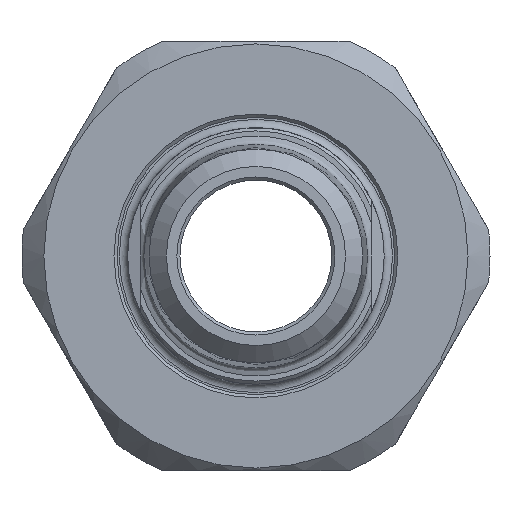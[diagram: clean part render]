
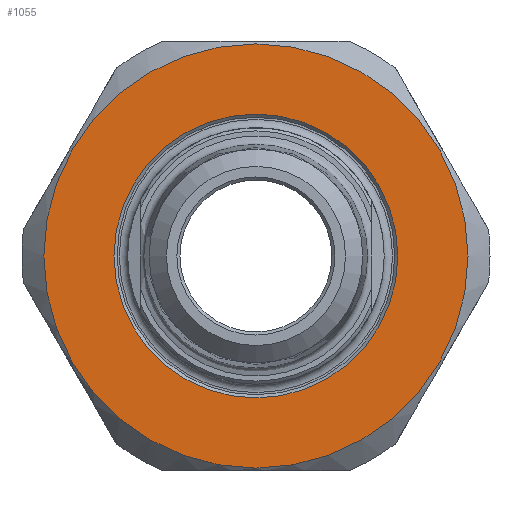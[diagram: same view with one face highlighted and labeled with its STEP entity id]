
A CAD part, left-side view. The second image highlights one B-rep face of the part: STEP entity #1055.
In plain terms, the highlighted planar face has unit normal (-1, 0, 0).
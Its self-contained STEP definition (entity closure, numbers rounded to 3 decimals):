
#43=FACE_BOUND('',#200,.T.);
#99=PLANE('',#1215);
#136=FACE_OUTER_BOUND('',#199,.T.);
#199=EDGE_LOOP('',(#802));
#200=EDGE_LOOP('',(#803));
#373=CIRCLE('',#1195,20.25);
#383=CIRCLE('',#1214,13.55);
#464=VERTEX_POINT('',#1778);
#473=VERTEX_POINT('',#1813);
#583=EDGE_CURVE('',#464,#464,#373,.T.);
#597=EDGE_CURVE('',#473,#473,#383,.T.);
#802=ORIENTED_EDGE('',*,*,#583,.T.);
#803=ORIENTED_EDGE('',*,*,#597,.F.);
#1055=ADVANCED_FACE('',(#136,#43),#99,.T.);
#1195=AXIS2_PLACEMENT_3D('',#1780,#1387,#1388);
#1214=AXIS2_PLACEMENT_3D('',#1814,#1428,#1429);
#1215=AXIS2_PLACEMENT_3D('',#1816,#1431,#1432);
#1387=DIRECTION('center_axis',(-1.,0.,0.));
#1388=DIRECTION('ref_axis',(0.,1.,0.));
#1428=DIRECTION('center_axis',(-1.,0.,0.));
#1429=DIRECTION('ref_axis',(0.,0.,-1.));
#1431=DIRECTION('center_axis',(-1.,0.,0.));
#1432=DIRECTION('ref_axis',(0.,0.,1.));
#1778=CARTESIAN_POINT('',(-16.,-20.25,0.));
#1780=CARTESIAN_POINT('Origin',(-16.,0.,0.));
#1813=CARTESIAN_POINT('',(-16.,0.,13.55));
#1814=CARTESIAN_POINT('Origin',(-16.,0.,0.));
#1816=CARTESIAN_POINT('Origin',(-16.,0.,0.));
